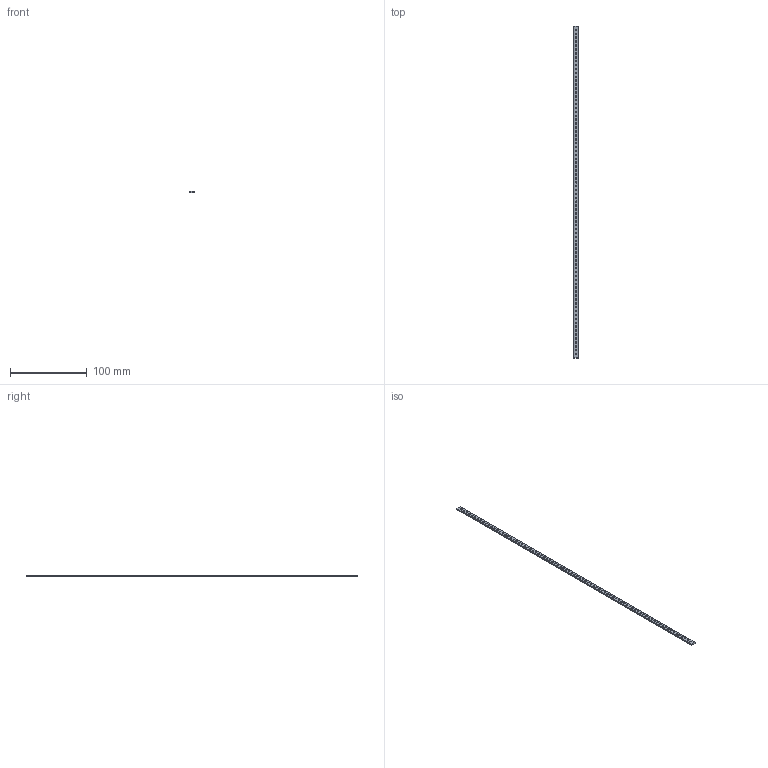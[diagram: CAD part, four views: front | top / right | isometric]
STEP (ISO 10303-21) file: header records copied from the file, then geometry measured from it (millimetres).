
FILE_DESCRIPTION((''),'2;1');
FILE_NAME('226204001399VM-TE084','2014-09-23T',('Rfroetsch'),(''),'PRO/ENGINEER BY PARAMETRIC TECHNOLOGY CORPORATION, 2010160','PRO/ENGINEER BY PARAMETRIC TECHNOLOGY CORPORATION, 2010160','');
FILE_SCHEMA(('AUTOMOTIVE_DESIGN { 1 0 10303 214 1 1 1 1 }'));
Length unit declared in the file: millimetre
Products named in the file (1): 226204001399VM-TE084
Bounding box: 6 x 431.8 x 2 mm (x, y, z)
Volume: 4653.8 mm3; surface area: 7460.6 mm2
Topology: 1 solids, 1 shells, 174 faces, 516 edges, 344 vertices
Faces by surface type: cylinder 168, plane 6
Entity records: 8002 total; most frequent: DIRECTION 1200, CARTESIAN_POINT 1035, ORIENTED_EDGE 1032, PRESENTATION_STYLE_ASSIGNMENT 517, STYLED_ITEM 517, CURVE_STYLE 516, EDGE_CURVE 516, AXIS2_PLACEMENT_3D 510
